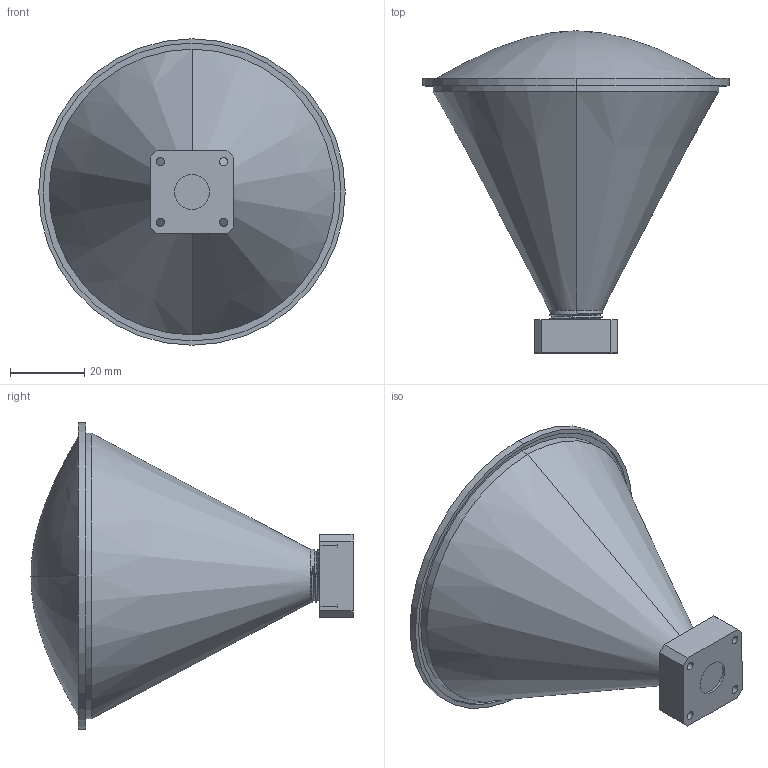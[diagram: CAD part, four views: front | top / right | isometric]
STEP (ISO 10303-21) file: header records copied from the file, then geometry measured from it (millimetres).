
FILE_DESCRIPTION (( 'STEP AP203' ), '1' );
FILE_NAME ('SAQ-243039-368-S1.STEP', '2019-09-18T22:57:52', ( '' ), ( '' ), 'SwSTEP 2.0', 'SolidWorks 2016', '' );
FILE_SCHEMA (( 'CONFIG_CONTROL_DESIGN' ));
Length unit declared in the file: inch
Products named in the file (1): SAQ-243039-368-S1
Bounding box: 82.3 x 86.47 x 82.3 mm (x, y, z)
Volume: 159135.5 mm3; surface area: 30491.7 mm2
Topology: 3 solids, 3 shells, 78 faces, 188 edges, 123 vertices
Faces by surface type: cylinder 48, plane 24, bspline 4, cone 2
Entity records: 3558 total; most frequent: CARTESIAN_POINT 1703, ORIENTED_EDGE 372, DIRECTION 367, EDGE_CURVE 186, AXIS2_PLACEMENT_3D 145, VERTEX_POINT 123, EDGE_LOOP 97, ADVANCED_FACE 78
